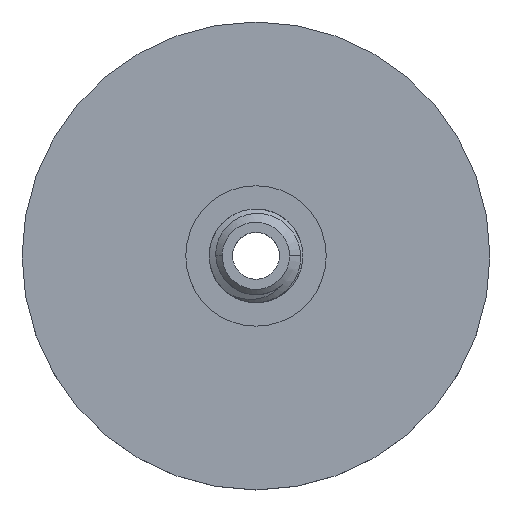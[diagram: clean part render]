
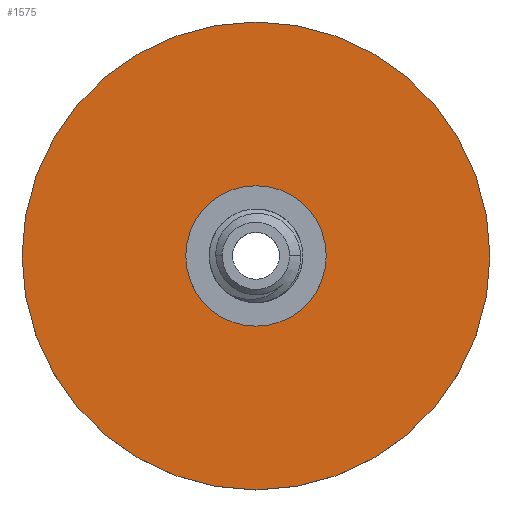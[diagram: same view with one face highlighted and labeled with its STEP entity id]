
A CAD part, top view. The second image highlights one B-rep face of the part: STEP entity #1575.
In plain terms, the highlighted planar face has unit normal (0, 0, 1).
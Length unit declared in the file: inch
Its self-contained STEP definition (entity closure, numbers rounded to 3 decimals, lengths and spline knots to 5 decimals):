
#109 = DIRECTION ( 'NONE',  ( 0., 0., 1. ) ) ;
#330 = DIRECTION ( 'NONE',  ( 1., 0., 0. ) ) ;
#447 = CARTESIAN_POINT ( 'NONE',  ( 1.25, 0., 0.25 ) ) ;
#451 = FACE_OUTER_BOUND ( 'NONE', #1889, .T. ) ;
#457 = EDGE_CURVE ( 'NONE', #2789, #2087, #1147, .T. ) ;
#467 = FACE_BOUND ( 'NONE', #947, .T. ) ;
#558 = DIRECTION ( 'NONE',  ( 0., 0., 1. ) ) ;
#679 = CARTESIAN_POINT ( 'NONE',  ( 0., 1.25, 0.25 ) ) ;
#722 = CIRCLE ( 'NONE', #1388, 0.375 ) ;
#795 = CARTESIAN_POINT ( 'NONE',  ( 0., 0., 0.25 ) ) ;
#865 = EDGE_CURVE ( 'NONE', #1077, #2892, #722, .T. ) ;
#947 = EDGE_LOOP ( 'NONE', ( #1476, #1682 ) ) ;
#1052 = AXIS2_PLACEMENT_3D ( 'NONE', #2571, #1470, #2387 ) ;
#1077 = VERTEX_POINT ( 'NONE', #2913 ) ;
#1118 = ORIENTED_EDGE ( 'NONE', *, *, #1374, .T. ) ;
#1142 = AXIS2_PLACEMENT_3D ( 'NONE', #679, #1364, #2085 ) ;
#1143 = CARTESIAN_POINT ( 'NONE',  ( -1.25, 0., 0.25 ) ) ;
#1147 = CIRCLE ( 'NONE', #2526, 1.25 ) ;
#1364 = DIRECTION ( 'NONE',  ( 0., 0., -1. ) ) ;
#1374 = EDGE_CURVE ( 'NONE', #2087, #2789, #2281, .T. ) ;
#1388 = AXIS2_PLACEMENT_3D ( 'NONE', #2162, #109, #1533 ) ;
#1470 = DIRECTION ( 'NONE',  ( 0., 0., 1. ) ) ;
#1476 = ORIENTED_EDGE ( 'NONE', *, *, #865, .F. ) ;
#1533 = DIRECTION ( 'NONE',  ( 1., 0., 0. ) ) ;
#1575 = ADVANCED_FACE ( 'NONE', ( #467, #451 ), #2746, .F. ) ;
#1682 = ORIENTED_EDGE ( 'NONE', *, *, #1891, .F. ) ;
#1701 = CARTESIAN_POINT ( 'NONE',  ( -0.375, 0., 0.25 ) ) ;
#1889 = EDGE_LOOP ( 'NONE', ( #1118, #2480 ) ) ;
#1891 = EDGE_CURVE ( 'NONE', #2892, #1077, #2105, .T. ) ;
#2085 = DIRECTION ( 'NONE',  ( -1., 0., 0. ) ) ;
#2087 = VERTEX_POINT ( 'NONE', #447 ) ;
#2105 = CIRCLE ( 'NONE', #1052, 0.375 ) ;
#2162 = CARTESIAN_POINT ( 'NONE',  ( 0., 0., 0.25 ) ) ;
#2167 = DIRECTION ( 'NONE',  ( 1., 0., 0. ) ) ;
#2185 = DIRECTION ( 'NONE',  ( 0., 0., 1. ) ) ;
#2281 = CIRCLE ( 'NONE', #2660, 1.25 ) ;
#2387 = DIRECTION ( 'NONE',  ( 1., 0., 0. ) ) ;
#2480 = ORIENTED_EDGE ( 'NONE', *, *, #457, .T. ) ;
#2526 = AXIS2_PLACEMENT_3D ( 'NONE', #795, #558, #2167 ) ;
#2571 = CARTESIAN_POINT ( 'NONE',  ( 0., 0., 0.25 ) ) ;
#2660 = AXIS2_PLACEMENT_3D ( 'NONE', #2851, #2185, #330 ) ;
#2746 = PLANE ( 'NONE',  #1142 ) ;
#2789 = VERTEX_POINT ( 'NONE', #1143 ) ;
#2851 = CARTESIAN_POINT ( 'NONE',  ( 0., 0., 0.25 ) ) ;
#2892 = VERTEX_POINT ( 'NONE', #1701 ) ;
#2913 = CARTESIAN_POINT ( 'NONE',  ( 0.375, 0., 0.25 ) ) ;
